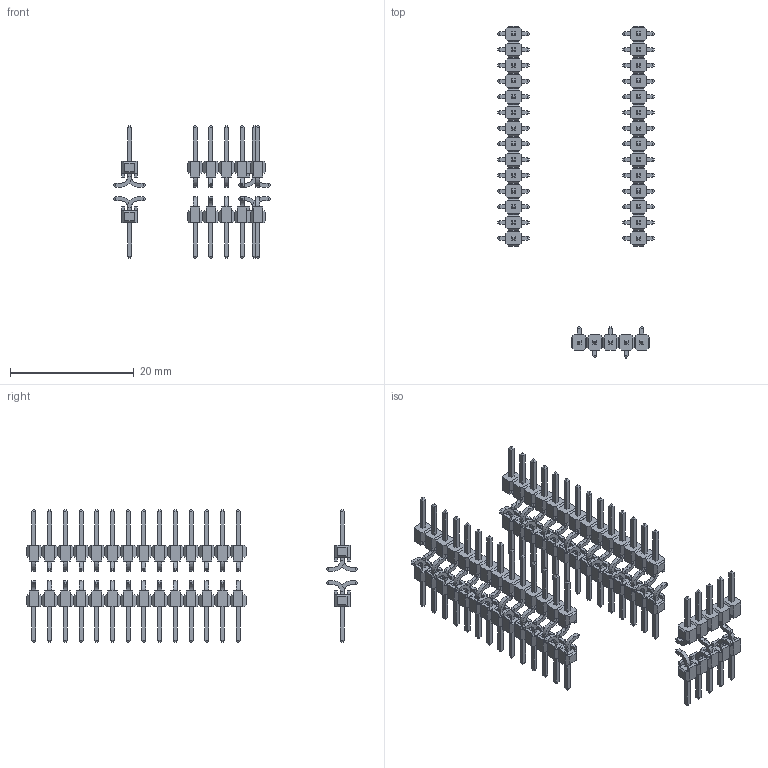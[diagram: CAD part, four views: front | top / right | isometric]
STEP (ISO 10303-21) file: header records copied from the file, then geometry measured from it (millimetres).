
FILE_DESCRIPTION(/* description */ (''),/* implementation_level */ '2;1');
FILE_NAME(/* name */ 'P1AM_Proto_SMD_HEADERS.step',/* time_stamp */ '2023-10-03T09:47:44-04:00',/* author */ (''),/* organization */ (''),/* preprocessor_version */ 'ST-DEVELOPER v20',/* originating_system */ 'Autodesk Translation Framework v12.14.0.127',/* authorisation */ '');
FILE_SCHEMA (('AUTOMOTIVE_DESIGN { 1 0 10303 214 3 1 1 }'));
Length unit declared in the file: millimetre
Products named in the file (7): P1AM_Proto_Dimension V2; SMD 2.54mm Header; SMD 2.54mm Header_1; SMD 2.54mm Header_2; 2.54_SMD_PH_5; SMD 2.54mm Header_3; 2.54_SMD_PH_14
Assembly tree (10 placements, depth 3):
  P1AM_Proto_Dimension V2
    SMD 2.54mm Header
      2.54_SMD_PH_14
      2.54_SMD_PH_5
    SMD 2.54mm Header_1
      2.54_SMD_PH_14
    SMD 2.54mm Header_2
      2.54_SMD_PH_14
      2.54_SMD_PH_5
    SMD 2.54mm Header_3
      2.54_SMD_PH_14
Bounding box: 25.27 x 53.64 x 21.46 mm (x, y, z)
Volume: 1060.2 mm3; surface area: 3476.7 mm2
Topology: 6 solids, 6 shells, 3048 faces, 7680 edges, 4776 vertices
Faces by surface type: plane 2916, cylinder 132
Entity records: 26098 total; most frequent: CARTESIAN_POINT 4483, ORIENTED_EDGE 4424, DIRECTION 4078, EDGE_CURVE 2212, LINE 2136, VECTOR 2136, VERTEX_POINT 1376, AXIS2_PLACEMENT_3D 971
